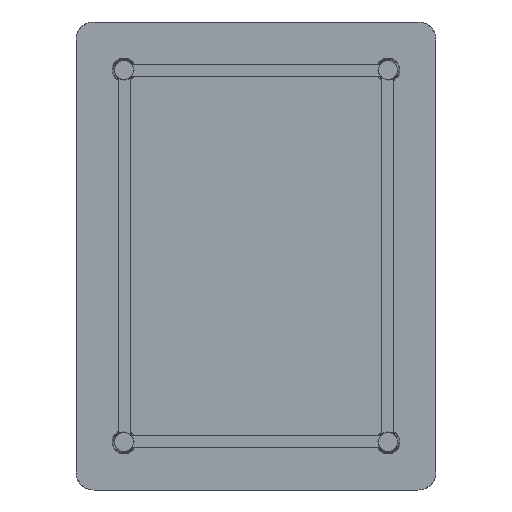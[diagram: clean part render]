
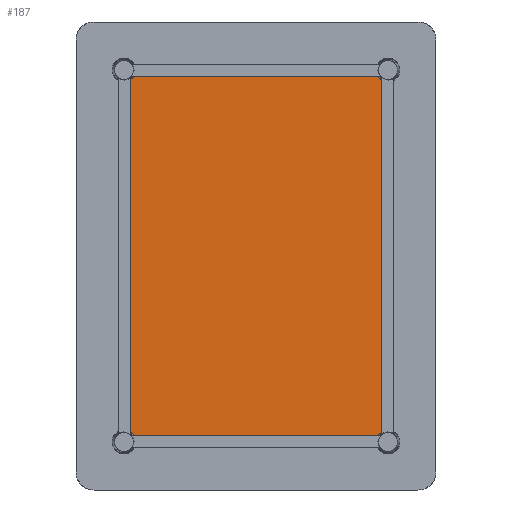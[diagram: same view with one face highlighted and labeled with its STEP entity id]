
A CAD part, front view. The second image highlights one B-rep face of the part: STEP entity #187.
In plain terms, the highlighted free-form (B-spline) face has degree [1, 1] with [2, 2] control points.
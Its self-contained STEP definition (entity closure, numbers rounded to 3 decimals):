
#187 = ADVANCED_FACE('',(#188),#250,.F.);
#188 = FACE_BOUND('',#189,.F.);
#189 = EDGE_LOOP('',(#190,#199,#207,#214,#222,#229,#237,#244));
#190 = ORIENTED_EDGE('',*,*,#191,.F.);
#191 = EDGE_CURVE('',#192,#194,#196,.T.);
#192 = VERTEX_POINT('',#193);
#193 = CARTESIAN_POINT('',(-622.584,0.,841.604));
#194 = VERTEX_POINT('',#195);
#195 = CARTESIAN_POINT('',(-622.584,0.,-841.604));
#196 = B_SPLINE_CURVE_WITH_KNOTS('',1,(#197,#198),.UNSPECIFIED.,.F.,.F.,
  (2,2),(0.,1476.426),.PIECEWISE_BEZIER_KNOTS.);
#197 = CARTESIAN_POINT('',(-622.584,0.,841.604));
#198 = CARTESIAN_POINT('',(-622.584,0.,-841.604));
#199 = ORIENTED_EDGE('',*,*,#200,.T.);
#200 = EDGE_CURVE('',#192,#201,#203,.T.);
#201 = VERTEX_POINT('',#202);
#202 = CARTESIAN_POINT('',(-580.987,0.,883.201));
#203 = ( BOUNDED_CURVE() B_SPLINE_CURVE(2,(#204,#205,#206),
.UNSPECIFIED.,.F.,.F.) B_SPLINE_CURVE_WITH_KNOTS((3,3),(0.,1.065
),.PIECEWISE_BEZIER_KNOTS.) CURVE() GEOMETRIC_REPRESENTATION_ITEM() 
RATIONAL_B_SPLINE_CURVE((1.,0.861,1.)) REPRESENTATION_ITEM('') 
  );
#204 = CARTESIAN_POINT('',(-622.584,0.,841.604));
#205 = CARTESIAN_POINT('',(-589.524,0.,850.14));
#206 = CARTESIAN_POINT('',(-580.987,0.,883.201));
#207 = ORIENTED_EDGE('',*,*,#208,.T.);
#208 = EDGE_CURVE('',#201,#209,#211,.T.);
#209 = VERTEX_POINT('',#210);
#210 = CARTESIAN_POINT('',(580.987,0.,883.201));
#211 = B_SPLINE_CURVE_WITH_KNOTS('',1,(#212,#213),.UNSPECIFIED.,.F.,.F.,
  (2,2),(0.,1019.226),.PIECEWISE_BEZIER_KNOTS.);
#212 = CARTESIAN_POINT('',(-580.987,0.,883.201));
#213 = CARTESIAN_POINT('',(580.987,0.,883.201));
#214 = ORIENTED_EDGE('',*,*,#215,.T.);
#215 = EDGE_CURVE('',#209,#216,#218,.T.);
#216 = VERTEX_POINT('',#217);
#217 = CARTESIAN_POINT('',(622.584,0.,841.604));
#218 = ( BOUNDED_CURVE() B_SPLINE_CURVE(2,(#219,#220,#221),
.UNSPECIFIED.,.F.,.F.) B_SPLINE_CURVE_WITH_KNOTS((3,3),(0.,1.065
),.PIECEWISE_BEZIER_KNOTS.) CURVE() GEOMETRIC_REPRESENTATION_ITEM() 
RATIONAL_B_SPLINE_CURVE((1.,0.861,1.)) REPRESENTATION_ITEM('') 
  );
#219 = CARTESIAN_POINT('',(580.987,0.,883.201));
#220 = CARTESIAN_POINT('',(589.524,0.,850.14));
#221 = CARTESIAN_POINT('',(622.584,0.,841.604));
#222 = ORIENTED_EDGE('',*,*,#223,.F.);
#223 = EDGE_CURVE('',#224,#216,#226,.T.);
#224 = VERTEX_POINT('',#225);
#225 = CARTESIAN_POINT('',(622.584,0.,-841.604));
#226 = B_SPLINE_CURVE_WITH_KNOTS('',1,(#227,#228),.UNSPECIFIED.,.F.,.F.,
  (2,2),(0.,1476.426),.PIECEWISE_BEZIER_KNOTS.);
#227 = CARTESIAN_POINT('',(622.584,0.,-841.604));
#228 = CARTESIAN_POINT('',(622.584,0.,841.604));
#229 = ORIENTED_EDGE('',*,*,#230,.T.);
#230 = EDGE_CURVE('',#224,#231,#233,.T.);
#231 = VERTEX_POINT('',#232);
#232 = CARTESIAN_POINT('',(580.987,0.,-883.201));
#233 = ( BOUNDED_CURVE() B_SPLINE_CURVE(2,(#234,#235,#236),
.UNSPECIFIED.,.F.,.F.) B_SPLINE_CURVE_WITH_KNOTS((3,3),(0.,1.065
),.PIECEWISE_BEZIER_KNOTS.) CURVE() GEOMETRIC_REPRESENTATION_ITEM() 
RATIONAL_B_SPLINE_CURVE((1.,0.861,1.)) REPRESENTATION_ITEM('') 
  );
#234 = CARTESIAN_POINT('',(622.584,0.,-841.604));
#235 = CARTESIAN_POINT('',(589.524,0.,-850.14));
#236 = CARTESIAN_POINT('',(580.987,0.,-883.201));
#237 = ORIENTED_EDGE('',*,*,#238,.F.);
#238 = EDGE_CURVE('',#239,#231,#241,.T.);
#239 = VERTEX_POINT('',#240);
#240 = CARTESIAN_POINT('',(-580.987,0.,-883.201));
#241 = B_SPLINE_CURVE_WITH_KNOTS('',1,(#242,#243),.UNSPECIFIED.,.F.,.F.,
  (2,2),(0.,1019.226),.PIECEWISE_BEZIER_KNOTS.);
#242 = CARTESIAN_POINT('',(-580.987,0.,-883.201));
#243 = CARTESIAN_POINT('',(580.987,0.,-883.201));
#244 = ORIENTED_EDGE('',*,*,#245,.T.);
#245 = EDGE_CURVE('',#239,#194,#246,.T.);
#246 = ( BOUNDED_CURVE() B_SPLINE_CURVE(2,(#247,#248,#249),
.UNSPECIFIED.,.F.,.F.) B_SPLINE_CURVE_WITH_KNOTS((3,3),(0.,1.065
),.PIECEWISE_BEZIER_KNOTS.) CURVE() GEOMETRIC_REPRESENTATION_ITEM() 
RATIONAL_B_SPLINE_CURVE((1.,0.861,1.)) REPRESENTATION_ITEM('') 
  );
#247 = CARTESIAN_POINT('',(-580.987,0.,-883.201));
#248 = CARTESIAN_POINT('',(-589.524,0.,-850.14));
#249 = CARTESIAN_POINT('',(-622.584,0.,-841.604));
#250 = B_SPLINE_SURFACE_WITH_KNOTS('',1,1,(
    (#251,#252)
    ,(#253,#254
    )),.UNSPECIFIED.,.F.,.F.,.F.,(2,2),(2,2),(-546.1,546.1),(-774.7,
    774.7),.PIECEWISE_BEZIER_KNOTS.);
#251 = CARTESIAN_POINT('',(-622.584,0.,883.201));
#252 = CARTESIAN_POINT('',(-622.584,0.,-883.201));
#253 = CARTESIAN_POINT('',(622.584,0.,883.201));
#254 = CARTESIAN_POINT('',(622.584,0.,-883.201));
